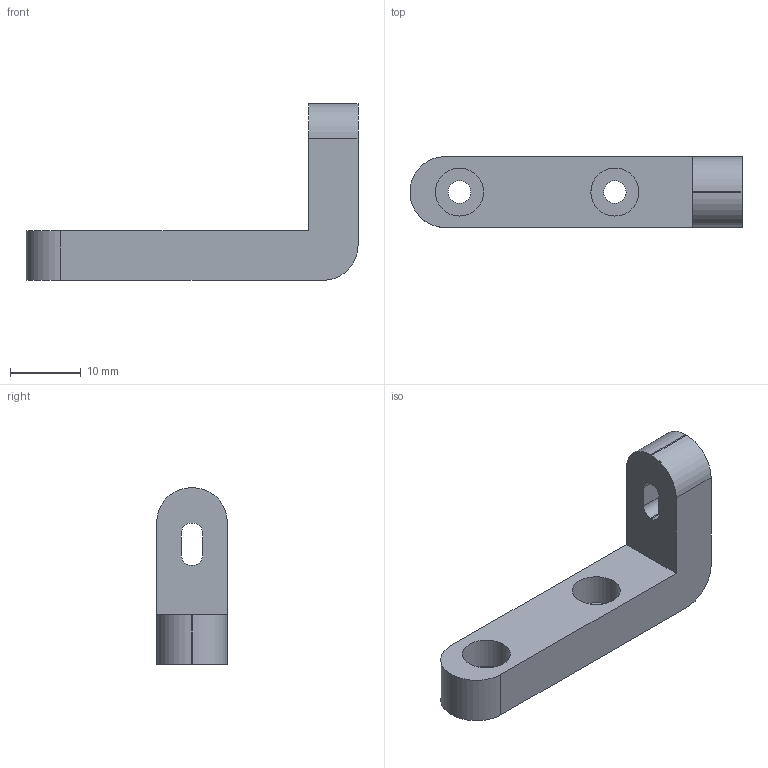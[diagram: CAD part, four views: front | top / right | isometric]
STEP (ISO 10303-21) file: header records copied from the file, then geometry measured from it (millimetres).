
FILE_DESCRIPTION(('FreeCAD Model'),'2;1');
FILE_NAME('Open CASCADE Shape Model','2022-01-12T21:37:31',('Author'),( ''),'Open CASCADE STEP processor 7.5','FreeCAD','Unknown');
FILE_SCHEMA(('AUTOMOTIVE_DESIGN { 1 0 10303 214 1 1 1 1 }'));
Length unit declared in the file: millimetre
Products named in the file (1): psu-fastener
Bounding box: 47 x 10 x 25 mm (x, y, z)
Volume: 3872.9 mm3; surface area: 2505.5 mm2
Topology: 1 solids, 1 shells, 27 faces, 69 edges, 46 vertices
Faces by surface type: plane 14, cylinder 13
Full cylindrical faces by diameter (mm): 3.2 x2, 6.8 x2
Entity records: 1785 total; most frequent: CARTESIAN_POINT 337, DIRECTION 278, LINE 153, VECTOR 153, ORIENTED_EDGE 138, PCURVE 138, DEFINITIONAL_REPRESENTATION 138, EDGE_CURVE 69
